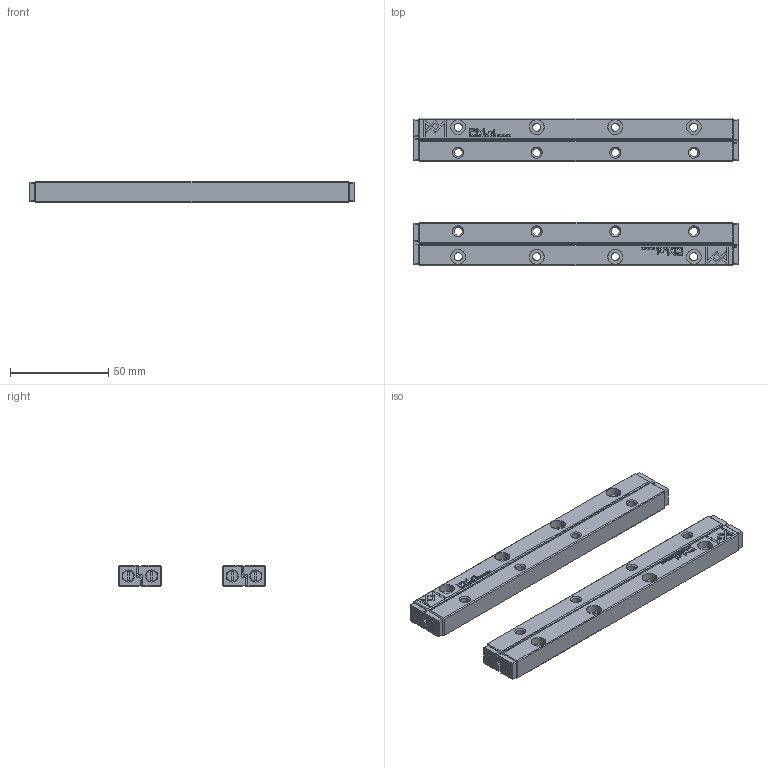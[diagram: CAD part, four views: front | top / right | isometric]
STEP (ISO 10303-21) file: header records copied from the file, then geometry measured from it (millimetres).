
FILE_DESCRIPTION(/* description */ (''),/* implementation_level */ '2;1');
FILE_NAME(/* name */ 'Set RSDE-4160x23KRE_stp_stp.stp',/* time_stamp */ '2025-04-16T16:19:37+02:00',/* author */ (''),/* organization */ (''),/* preprocessor_version */ 'ST-DEVELOPER v16.7',/* originating_system */ 'SIEMENS PLM Software NX 12.0',/* authorisation */ '');
FILE_SCHEMA (('AUTOMOTIVE_DESIGN { 1 0 10303 214 3 1 1 1 }'));
Products named in the file (1): Set RSDE-4160x23KRE_stp_stp
Bounding box: 165.1 x 75 x 11 mm (x, y, z)
Volume: 69850.5 mm3; surface area: 43695.5 mm2
Topology: 70 solids, 70 shells, 3390 faces, 9060 edges, 5922 vertices
Faces by surface type: plane 1568, cylinder 930, torus 368, bspline 360, cone 164
Full cylindrical faces by diameter (mm): 0.5 x192, 2 x48, 2.6 x8, 3 x8, 3.2 x16, 4 x46, 4.2 x16, 7.5 x16
Entity records: 115432 total; most frequent: CARTESIAN_POINT 25222, ORIENTED_EDGE 16704, DIRECTION 16294, EDGE_CURVE 8352, AXIS2_PLACEMENT_3D 5887, VERTEX_POINT 5736, LINE 4520, VECTOR 4520
